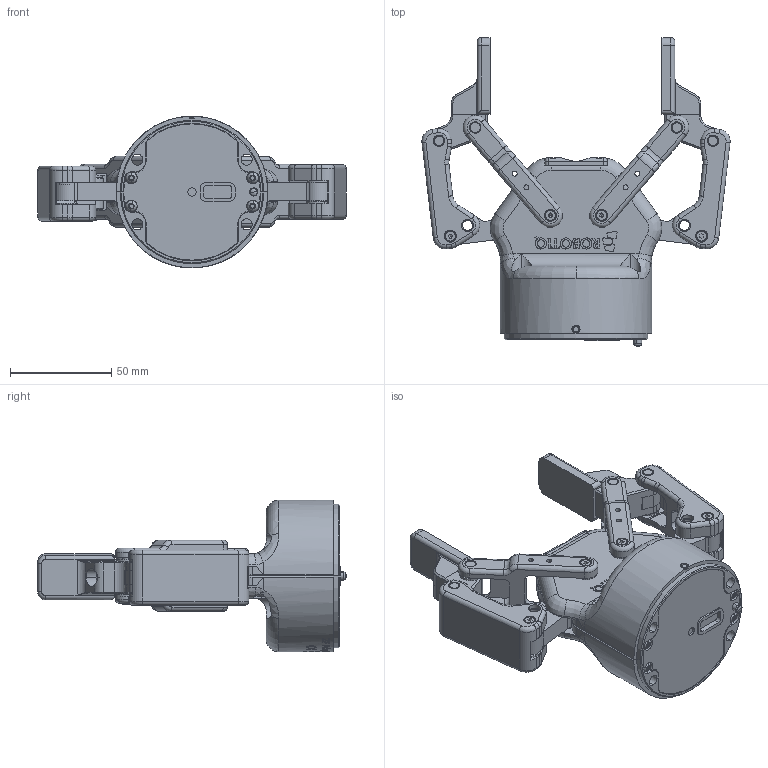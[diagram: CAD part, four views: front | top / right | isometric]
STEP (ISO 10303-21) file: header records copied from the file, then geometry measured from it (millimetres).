
FILE_DESCRIPTION (( 'STEP AP214' ), '1' );
FILE_NAME ('2F85_Opened.STEP', '2019-09-24T15:39:07', ( '' ), ( '' ), 'SwSTEP 2.0', 'SolidWorks 2019', '' );
FILE_SCHEMA (( 'AUTOMOTIVE_DESIGN' ));
Length unit declared in the file: millimetre
Products named in the file (7): Defeatured 2F-85 PAD OPEN_finger3.step; Defeatured 2F-85 PAD OPEN_finger4.step; Defeatured 2F-85 PAD OPEN_base.step; Defeatured 2F-85 PAD OPEN_finger2.step; 2F85_Opened; Defeatured 2F-85 PAD OPEN_fingertips.step; Defeatured 2F-85 PAD OPEN_Finger1.step
Assembly tree (11 placements, depth 2):
  2F85_Opened
    Defeatured 2F-85 PAD OPEN_base.step
    Defeatured 2F-85 PAD OPEN_Finger1.step  x2
    Defeatured 2F-85 PAD OPEN_finger2.step  x2
    Defeatured 2F-85 PAD OPEN_finger3.step  x2
    Defeatured 2F-85 PAD OPEN_finger4.step  x2
    Defeatured 2F-85 PAD OPEN_fingertips.step  x2
Bounding box: 152.46 x 152.73 x 75 mm (x, y, z)
Volume: 313579.8 mm3; surface area: 75315.9 mm2
Topology: 11 solids, 11 shells, 3171 faces, 8292 edges, 5350 vertices
Faces by surface type: bspline 1030, plane 996, cylinder 865, cone 128, torus 114, sphere 38
Full cylindrical faces by diameter (mm): 5.3 x2
Entity records: 191002 total; most frequent: CARTESIAN_POINT 121029, ORIENTED_EDGE 14376, DIRECTION 10057, EDGE_CURVE 7188, VERTEX_POINT 4673, AXIS2_PLACEMENT_3D 3476, VECTOR 3105, LINE 3105
